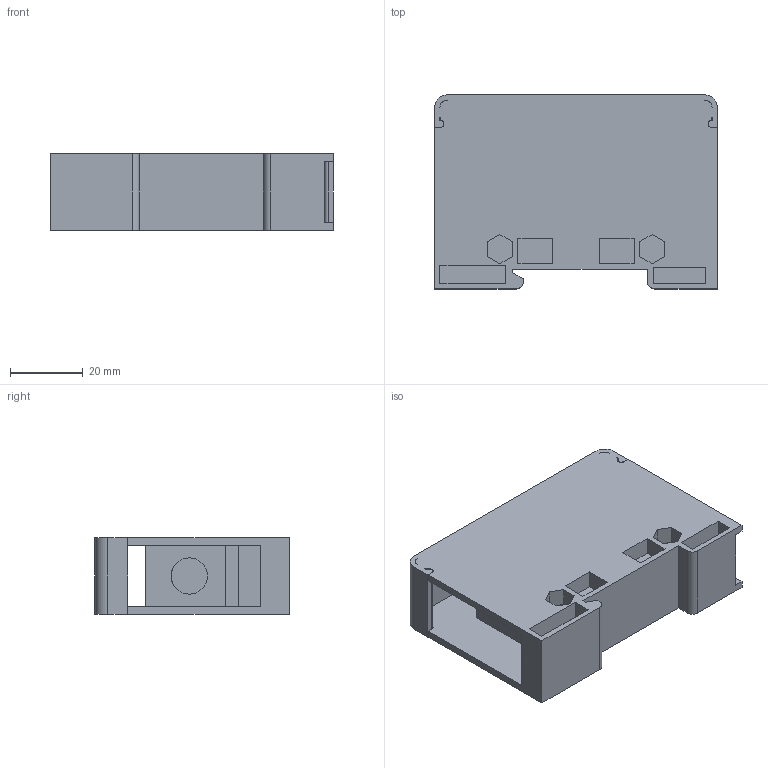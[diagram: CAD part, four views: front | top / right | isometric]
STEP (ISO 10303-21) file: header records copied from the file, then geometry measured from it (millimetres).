
FILE_DESCRIPTION((''),'2;1');
FILE_NAME('UJFX1-35JYJ','2021-04-13T',('ASUS'),(''),'PRO/ENGINEER BY PARAMETRIC TECHNOLOGY CORPORATION, 2013230','PRO/ENGINEER BY PARAMETRIC TECHNOLOGY CORPORATION, 2013230','');
FILE_SCHEMA(('CONFIG_CONTROL_DESIGN'));
Length unit declared in the file: millimetre
Products named in the file (1): UJFX1-35JYJ
Bounding box: 78 x 53.5 x 21 mm (x, y, z)
Volume: 41249.8 mm3; surface area: 25732.6 mm2
Topology: 1 solids, 1 shells, 180 faces, 525 edges, 348 vertices
Faces by surface type: plane 120, cylinder 60
Entity records: 6562 total; most frequent: CARTESIAN_POINT 1616, ORIENTED_EDGE 1050, DIRECTION 969, EDGE_CURVE 525, VECTOR 385, LINE 385, VERTEX_POINT 348, AXIS2_PLACEMENT_3D 292
